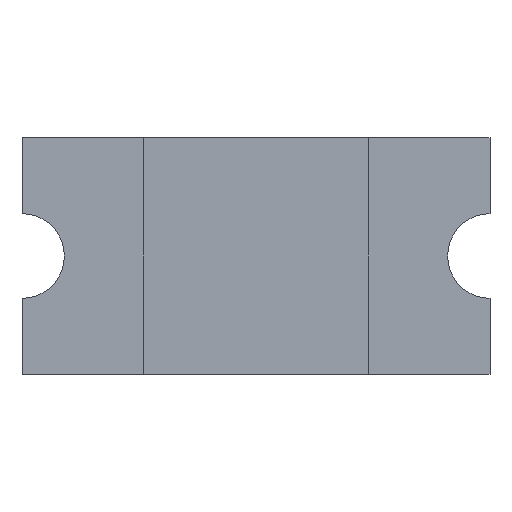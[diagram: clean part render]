
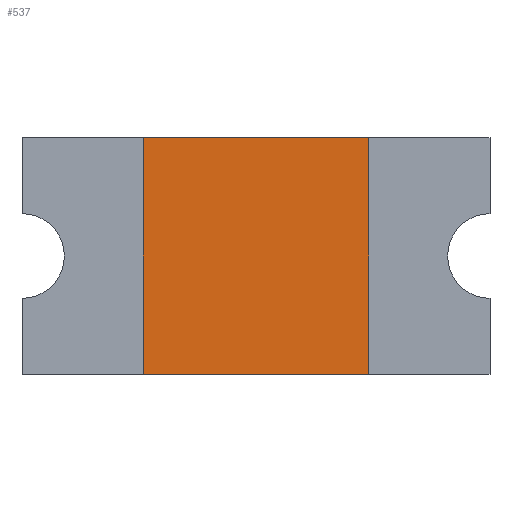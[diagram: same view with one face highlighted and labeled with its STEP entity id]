
A CAD part, front view. The second image highlights one B-rep face of the part: STEP entity #537.
In plain terms, the highlighted planar face has unit normal (0, -1, 0).
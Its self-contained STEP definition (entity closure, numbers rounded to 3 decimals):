
#3 = EDGE_CURVE ( 'NONE', #412, #508, #1182, .T. ) ;
#11 = AXIS2_PLACEMENT_3D ( 'NONE', #1331, #701, #164 ) ;
#17 = CARTESIAN_POINT ( 'NONE',  ( 0., 0.02, -0.42 ) ) ;
#28 = VERTEX_POINT ( 'NONE', #1191 ) ;
#39 = VECTOR ( 'NONE', #1275, 1000. ) ;
#63 = ORIENTED_EDGE ( 'NONE', *, *, #759, .T. ) ;
#74 = VECTOR ( 'NONE', #234, 1000. ) ;
#87 = VECTOR ( 'NONE', #1013, 1000. ) ;
#98 = DIRECTION ( 'NONE',  ( 0., 0., -1. ) ) ;
#109 = VERTEX_POINT ( 'NONE', #264 ) ;
#111 = DIRECTION ( 'NONE',  ( 1., 0., 0. ) ) ;
#164 = DIRECTION ( 'NONE',  ( 0., 0., 1. ) ) ;
#183 = LINE ( 'NONE', #17, #74 ) ;
#186 = CARTESIAN_POINT ( 'NONE',  ( -0.81, 0.02, 0.42 ) ) ;
#222 = CARTESIAN_POINT ( 'NONE',  ( -0.81, 0.02, 0.42 ) ) ;
#227 = EDGE_CURVE ( 'NONE', #823, #1170, #289, .T. ) ;
#231 = ORIENTED_EDGE ( 'NONE', *, *, #3, .F. ) ;
#234 = DIRECTION ( 'NONE',  ( 1., 0., 0. ) ) ;
#264 = CARTESIAN_POINT ( 'NONE',  ( 0.81, 0.02, -0.42 ) ) ;
#289 = CIRCLE ( 'NONE', #425, 0.17 ) ;
#299 = CARTESIAN_POINT ( 'NONE',  ( 0.81, 0.02, -0.169 ) ) ;
#308 = DIRECTION ( 'NONE',  ( 0., 0., 1. ) ) ;
#356 = EDGE_CURVE ( 'NONE', #1316, #28, #434, .T. ) ;
#369 = LINE ( 'NONE', #884, #87 ) ;
#373 = ORIENTED_EDGE ( 'NONE', *, *, #798, .F. ) ;
#385 = CARTESIAN_POINT ( 'NONE',  ( 0.81, 0.02, 0.169 ) ) ;
#412 = VERTEX_POINT ( 'NONE', #222 ) ;
#425 = AXIS2_PLACEMENT_3D ( 'NONE', #481, #1238, #588 ) ;
#434 = CIRCLE ( 'NONE', #853, 0.17 ) ;
#481 = CARTESIAN_POINT ( 'NONE',  ( 0.83, 0.02, 0. ) ) ;
#508 = VERTEX_POINT ( 'NONE', #1104 ) ;
#516 = DIRECTION ( 'NONE',  ( 0., -1., 0. ) ) ;
#533 = CARTESIAN_POINT ( 'NONE',  ( 0.81, 0.02, 0.42 ) ) ;
#537 = ADVANCED_FACE ( 'NONE', ( #902 ), #1135, .F. ) ;
#540 = ORIENTED_EDGE ( 'NONE', *, *, #1005, .T. ) ;
#588 = DIRECTION ( 'NONE',  ( 0., 0., 1. ) ) ;
#605 = ORIENTED_EDGE ( 'NONE', *, *, #356, .F. ) ;
#622 = EDGE_LOOP ( 'NONE', ( #605, #1055, #540, #1029, #1257, #373, #231, #63 ) ) ;
#643 = CARTESIAN_POINT ( 'NONE',  ( -0.81, 0.02, -0.42 ) ) ;
#691 = LINE ( 'NONE', #186, #720 ) ;
#701 = DIRECTION ( 'NONE',  ( 0., 1., 0. ) ) ;
#718 = CARTESIAN_POINT ( 'NONE',  ( 0.81, 0.02, 0.42 ) ) ;
#720 = VECTOR ( 'NONE', #812, 1000. ) ;
#759 = EDGE_CURVE ( 'NONE', #412, #28, #691, .T. ) ;
#798 = EDGE_CURVE ( 'NONE', #508, #1170, #815, .T. ) ;
#812 = DIRECTION ( 'NONE',  ( 0., 0., -1. ) ) ;
#815 = LINE ( 'NONE', #718, #900 ) ;
#823 = VERTEX_POINT ( 'NONE', #299 ) ;
#841 = CARTESIAN_POINT ( 'NONE',  ( 0., 0.02, 0.42 ) ) ;
#853 = AXIS2_PLACEMENT_3D ( 'NONE', #924, #516, #308 ) ;
#884 = CARTESIAN_POINT ( 'NONE',  ( -0.81, 0.02, 0.42 ) ) ;
#900 = VECTOR ( 'NONE', #98, 1000. ) ;
#902 = FACE_OUTER_BOUND ( 'NONE', #622, .T. ) ;
#924 = CARTESIAN_POINT ( 'NONE',  ( -0.83, 0.02, 0. ) ) ;
#926 = EDGE_CURVE ( 'NONE', #823, #109, #1164, .T. ) ;
#978 = VERTEX_POINT ( 'NONE', #643 ) ;
#1005 = EDGE_CURVE ( 'NONE', #978, #109, #183, .T. ) ;
#1013 = DIRECTION ( 'NONE',  ( 0., 0., -1. ) ) ;
#1029 = ORIENTED_EDGE ( 'NONE', *, *, #926, .F. ) ;
#1055 = ORIENTED_EDGE ( 'NONE', *, *, #1123, .T. ) ;
#1076 = CARTESIAN_POINT ( 'NONE',  ( -0.81, 0.02, -0.169 ) ) ;
#1104 = CARTESIAN_POINT ( 'NONE',  ( 0.81, 0.02, 0.42 ) ) ;
#1123 = EDGE_CURVE ( 'NONE', #1316, #978, #369, .T. ) ;
#1135 = PLANE ( 'NONE',  #11 ) ;
#1164 = LINE ( 'NONE', #533, #39 ) ;
#1170 = VERTEX_POINT ( 'NONE', #385 ) ;
#1182 = LINE ( 'NONE', #841, #1267 ) ;
#1191 = CARTESIAN_POINT ( 'NONE',  ( -0.81, 0.02, 0.169 ) ) ;
#1238 = DIRECTION ( 'NONE',  ( 0., 1., 0. ) ) ;
#1257 = ORIENTED_EDGE ( 'NONE', *, *, #227, .T. ) ;
#1267 = VECTOR ( 'NONE', #111, 1000. ) ;
#1275 = DIRECTION ( 'NONE',  ( 0., 0., -1. ) ) ;
#1316 = VERTEX_POINT ( 'NONE', #1076 ) ;
#1331 = CARTESIAN_POINT ( 'NONE',  ( 0., 0.02, 0.42 ) ) ;
